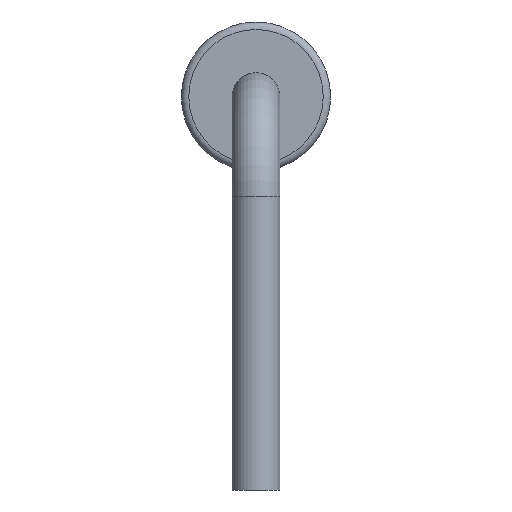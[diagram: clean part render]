
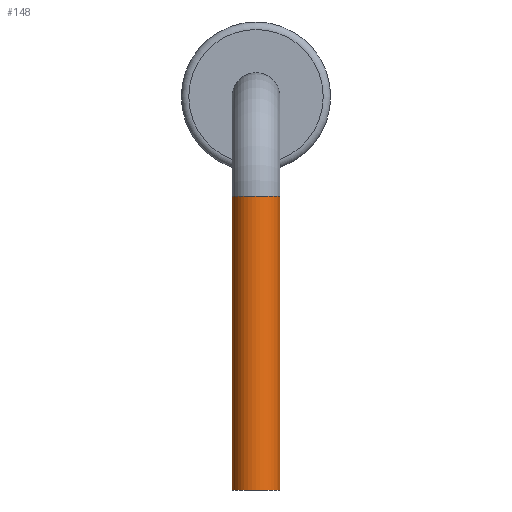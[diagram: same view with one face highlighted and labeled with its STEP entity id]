
A CAD part, left-side view. The second image highlights one B-rep face of the part: STEP entity #148.
In plain terms, the highlighted cylindrical face has radius 0.24 mm (diameter 0.48 mm), a full revolution.
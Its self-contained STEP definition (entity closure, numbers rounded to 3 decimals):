
#148=ADVANCED_FACE('',(#319,#321),#323,.T.);
#319=FACE_OUTER_BOUND('',#320,.T.);
#320=EDGE_LOOP('',(#416));
#321=FACE_OUTER_BOUND('',#322,.T.);
#322=EDGE_LOOP('',(#417));
#323=CYLINDRICAL_SURFACE('',#324,0.24);
#324=AXIS2_PLACEMENT_3D('',#325,#326,#327);
#325=CARTESIAN_POINT('',(-3.,0.,-0.05));
#326=DIRECTION('',(0.,0.,-1.));
#327=DIRECTION('',(-1.,0.,0.));
#416=ORIENTED_EDGE('',*,*,#442,.T.);
#417=ORIENTED_EDGE('',*,*,#448,.F.);
#442=EDGE_CURVE('',#470,#470,#471,.T.);
#448=EDGE_CURVE('',#482,#482,#483,.T.);
#470=VERTEX_POINT('',#536);
#471=CIRCLE('',#537,0.24);
#482=VERTEX_POINT('',#566);
#483=CIRCLE('',#567,0.24);
#536=CARTESIAN_POINT('',(-3.24,0.,-0.05));
#537=AXIS2_PLACEMENT_3D('',#538,#539,#540);
#538=CARTESIAN_POINT('',(-3.,0.,-0.05));
#539=DIRECTION('',(0.,-0.,-1.));
#540=DIRECTION('',(-1.,0.,0.));
#566=CARTESIAN_POINT('',(-3.24,0.,-3.));
#567=AXIS2_PLACEMENT_3D('',#568,#569,#570);
#568=CARTESIAN_POINT('',(-3.,0.,-3.));
#569=DIRECTION('',(0.,0.,-1.));
#570=DIRECTION('',(-1.,0.,0.));
